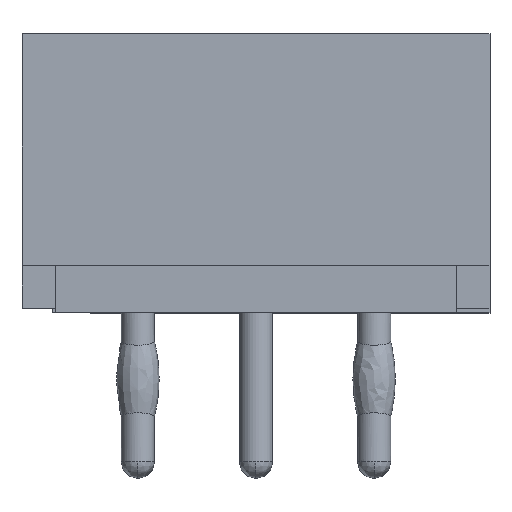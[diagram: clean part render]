
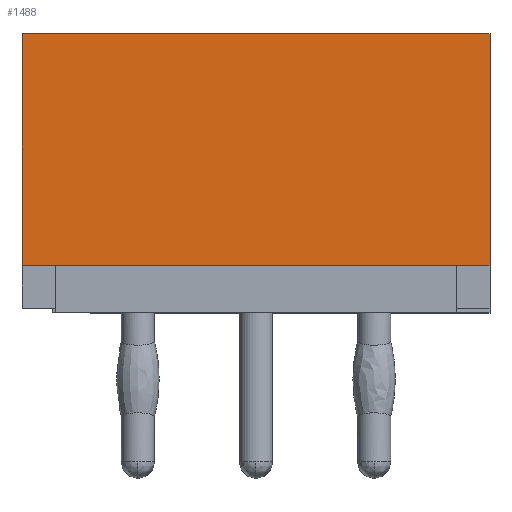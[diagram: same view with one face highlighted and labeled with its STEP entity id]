
A CAD part, top view. The second image highlights one B-rep face of the part: STEP entity #1488.
In plain terms, the highlighted planar face has unit normal (0, 0, 1).
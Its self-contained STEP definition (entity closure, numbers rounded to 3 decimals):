
#157=FACE_OUTER_BOUND('',#245,.T.);
#245=EDGE_LOOP('',(#1174,#1175,#1176,#1177));
#402=LINE('',#2339,#547);
#411=LINE('',#2355,#556);
#412=LINE('',#2358,#557);
#413=LINE('',#2359,#558);
#547=VECTOR('',#1892,9.9);
#556=VECTOR('',#1905,4.9);
#557=VECTOR('',#1908,9.9);
#558=VECTOR('',#1909,4.9);
#667=VERTEX_POINT('',#2336);
#668=VERTEX_POINT('',#2338);
#673=VERTEX_POINT('',#2353);
#674=VERTEX_POINT('',#2357);
#850=EDGE_CURVE('',#668,#667,#402,.T.);
#859=EDGE_CURVE('',#667,#673,#411,.T.);
#860=EDGE_CURVE('',#674,#673,#412,.T.);
#861=EDGE_CURVE('',#668,#674,#413,.T.);
#1174=ORIENTED_EDGE('',*,*,#860,.F.);
#1175=ORIENTED_EDGE('',*,*,#861,.F.);
#1176=ORIENTED_EDGE('',*,*,#850,.T.);
#1177=ORIENTED_EDGE('',*,*,#859,.T.);
#1427=PLANE('',#1601);
#1488=ADVANCED_FACE('',(#157),#1427,.T.);
#1601=AXIS2_PLACEMENT_3D('',#2356,#1906,#1907);
#1892=DIRECTION('',(-1.,0.,0.));
#1905=DIRECTION('',(0.,-1.,0.));
#1906=DIRECTION('center_axis',(0.,0.,1.));
#1907=DIRECTION('ref_axis',(1.,0.,0.));
#1908=DIRECTION('',(-1.,0.,0.));
#1909=DIRECTION('',(0.,-1.,0.));
#2336=CARTESIAN_POINT('',(-4.95,2.95,2.47));
#2338=CARTESIAN_POINT('',(4.95,2.95,2.47));
#2339=CARTESIAN_POINT('',(4.95,2.95,2.47));
#2353=CARTESIAN_POINT('',(-4.95,-1.95,2.47));
#2355=CARTESIAN_POINT('',(-4.95,2.95,2.47));
#2356=CARTESIAN_POINT('Origin',(-4.95,-2.95,2.47));
#2357=CARTESIAN_POINT('',(4.95,-1.95,2.47));
#2358=CARTESIAN_POINT('',(4.95,-1.95,2.47));
#2359=CARTESIAN_POINT('',(4.95,2.95,2.47));
